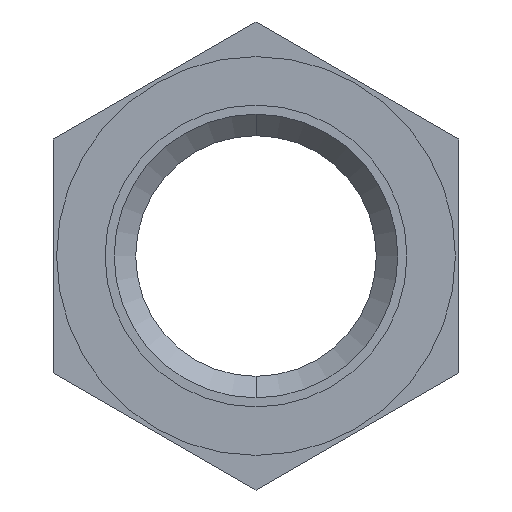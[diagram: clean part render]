
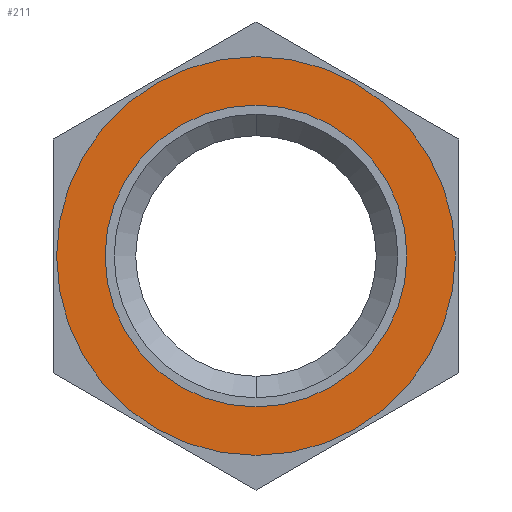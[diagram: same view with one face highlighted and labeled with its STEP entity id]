
A CAD part, left-side view. The second image highlights one B-rep face of the part: STEP entity #211.
In plain terms, the highlighted planar face has unit normal (-1, 0, 0).
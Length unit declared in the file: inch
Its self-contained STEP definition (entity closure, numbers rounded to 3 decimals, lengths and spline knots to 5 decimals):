
#3 = AXIS2_PLACEMENT_3D ( 'NONE', #544, #360, #298 ) ;
#9 = AXIS2_PLACEMENT_3D ( 'NONE', #538, #251, #593 ) ;
#11 = VERTEX_POINT ( 'NONE', #151 ) ;
#57 = VERTEX_POINT ( 'NONE', #509 ) ;
#79 = EDGE_LOOP ( 'NONE', ( #431, #649 ) ) ;
#87 = CIRCLE ( 'NONE', #390, 0.35 ) ;
#108 = EDGE_CURVE ( 'NONE', #577, #629, #340, .T. ) ;
#124 = DIRECTION ( 'NONE',  ( 0., 0., 1. ) ) ;
#140 = EDGE_CURVE ( 'NONE', #57, #11, #250, .T. ) ;
#149 = AXIS2_PLACEMENT_3D ( 'NONE', #273, #327, #124 ) ;
#151 = CARTESIAN_POINT ( 'NONE',  ( -0.746, 0., 0.35 ) ) ;
#157 = ORIENTED_EDGE ( 'NONE', *, *, #256, .F. ) ;
#196 = CIRCLE ( 'NONE', #9, 0.4625 ) ;
#198 = EDGE_LOOP ( 'NONE', ( #157, #670 ) ) ;
#211 = ADVANCED_FACE ( 'NONE', ( #667, #669 ), #562, .T. ) ;
#250 = CIRCLE ( 'NONE', #149, 0.35 ) ;
#251 = DIRECTION ( 'NONE',  ( -1., 0., 0. ) ) ;
#256 = EDGE_CURVE ( 'NONE', #11, #57, #87, .T. ) ;
#264 = DIRECTION ( 'NONE',  ( 0., 0., 1. ) ) ;
#273 = CARTESIAN_POINT ( 'NONE',  ( -0.746, 0., 0. ) ) ;
#295 = DIRECTION ( 'NONE',  ( -1., 0., 0. ) ) ;
#298 = DIRECTION ( 'NONE',  ( 0., 0., 1. ) ) ;
#310 = CARTESIAN_POINT ( 'NONE',  ( -0.746, 0., 0. ) ) ;
#327 = DIRECTION ( 'NONE',  ( -1., 0., 0. ) ) ;
#340 = CIRCLE ( 'NONE', #3, 0.4625 ) ;
#360 = DIRECTION ( 'NONE',  ( -1., 0., 0. ) ) ;
#367 = AXIS2_PLACEMENT_3D ( 'NONE', #569, #380, #525 ) ;
#380 = DIRECTION ( 'NONE',  ( -1., 0., 0. ) ) ;
#390 = AXIS2_PLACEMENT_3D ( 'NONE', #310, #295, #264 ) ;
#431 = ORIENTED_EDGE ( 'NONE', *, *, #108, .T. ) ;
#488 = CARTESIAN_POINT ( 'NONE',  ( -0.746, 0., -0.4625 ) ) ;
#509 = CARTESIAN_POINT ( 'NONE',  ( -0.746, 0., -0.35 ) ) ;
#525 = DIRECTION ( 'NONE',  ( 0., 0., 1. ) ) ;
#538 = CARTESIAN_POINT ( 'NONE',  ( -0.746, 0., 0. ) ) ;
#544 = CARTESIAN_POINT ( 'NONE',  ( -0.746, 0., 0. ) ) ;
#562 = PLANE ( 'NONE',  #367 ) ;
#569 = CARTESIAN_POINT ( 'NONE',  ( -0.746, 0., 0. ) ) ;
#577 = VERTEX_POINT ( 'NONE', #488 ) ;
#579 = EDGE_CURVE ( 'NONE', #629, #577, #196, .T. ) ;
#593 = DIRECTION ( 'NONE',  ( 0., 0., 1. ) ) ;
#598 = CARTESIAN_POINT ( 'NONE',  ( -0.746, 0., 0.4625 ) ) ;
#629 = VERTEX_POINT ( 'NONE', #598 ) ;
#649 = ORIENTED_EDGE ( 'NONE', *, *, #579, .T. ) ;
#667 = FACE_BOUND ( 'NONE', #198, .T. ) ;
#669 = FACE_OUTER_BOUND ( 'NONE', #79, .T. ) ;
#670 = ORIENTED_EDGE ( 'NONE', *, *, #140, .F. ) ;
